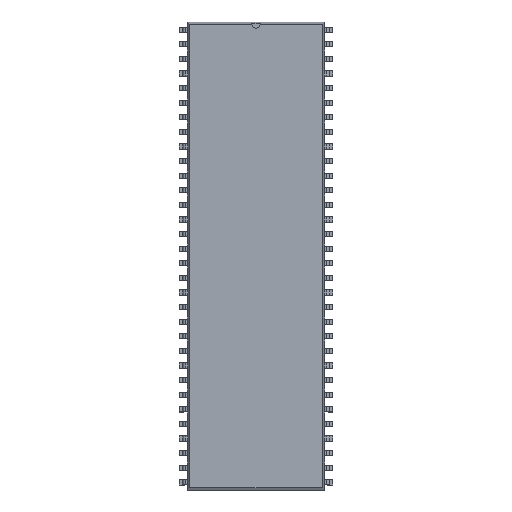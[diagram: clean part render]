
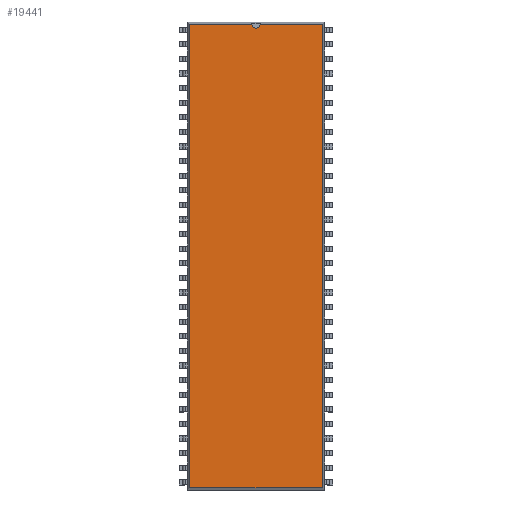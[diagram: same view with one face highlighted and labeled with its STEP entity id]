
A CAD part, top view. The second image highlights one B-rep face of the part: STEP entity #19441.
In plain terms, the highlighted planar face has unit normal (0, 0, 1).
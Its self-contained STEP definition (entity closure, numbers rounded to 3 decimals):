
#27=VECTOR('',#28,1.);
#28=DIRECTION('',(0.,1.,0.));
#34=VECTOR('',#35,1.);
#35=DIRECTION('',(-1.,0.,0.));
#41=VECTOR('',#42,1.);
#42=DIRECTION('',(0.,-1.,0.));
#46=VECTOR('',#47,1.);
#47=DIRECTION('',(1.,0.,0.));
#50=DIRECTION('',(0.,0.,-1.));
#3297=DIRECTION('',(0.,0.,-1.));
#12985=VERTEX_POINT('',#12986);
#12986=CARTESIAN_POINT('',(11.551,40.301,3.68));
#12988=ORIENTED_EDGE('',*,*,#12989,.F.);
#12989=EDGE_CURVE('',#12990,#12985,#12992,.T.);
#12990=VERTEX_POINT('',#12991);
#12991=CARTESIAN_POINT('',(11.551,-40.301,3.68));
#12992=LINE('',#12991,#27);
#16142=VERTEX_POINT('',#16143);
#16143=CARTESIAN_POINT('',(-11.551,40.301,3.68));
#16145=ORIENTED_EDGE('',*,*,#16146,.F.);
#16146=EDGE_CURVE('',#16147,#16142,#16149,.T.);
#16147=VERTEX_POINT('',#16148);
#16148=CARTESIAN_POINT('',(-0.746,40.301,3.68));
#16149=LINE('',#12986,#34);
#16171=VERTEX_POINT('',#16172);
#16172=CARTESIAN_POINT('',(0.746,40.301,3.68));
#16181=ORIENTED_EDGE('',*,*,#16182,.F.);
#16182=EDGE_CURVE('',#12985,#16171,#16149,.T.);
#16286=VERTEX_POINT('',#16287);
#16287=CARTESIAN_POINT('',(-11.551,-40.301,3.68));
#16289=ORIENTED_EDGE('',*,*,#16290,.F.);
#16290=EDGE_CURVE('',#16142,#16286,#16291,.T.);
#16291=LINE('',#16143,#41);
#19436=ORIENTED_EDGE('',*,*,#19437,.F.);
#19437=EDGE_CURVE('',#16286,#12990,#19438,.T.);
#19438=LINE('',#16287,#46);
#19441=ADVANCED_FACE('',(#19442),#19453,.F.);
#19442=FACE_BOUND('',#19443,.F.);
#19443=EDGE_LOOP('',(#12988,#19436,#16289,#16145,#19444,#19451,#16181));
#19444=ORIENTED_EDGE('',*,*,#19445,.F.);
#19445=EDGE_CURVE('',#19446,#16147,#19448,.T.);
#19446=VERTEX_POINT('',#19447);
#19447=CARTESIAN_POINT('',(0.,39.626,3.68));
#19448=CIRCLE('',#19449,0.75);
#19449=AXIS2_PLACEMENT_3D('',#19450,#3297,#42);
#19450=CARTESIAN_POINT('',(0.,40.376,3.68));
#19451=ORIENTED_EDGE('',*,*,#19452,.F.);
#19452=EDGE_CURVE('',#16171,#19446,#19448,.T.);
#19453=PLANE('',#19454);
#19454=AXIS2_PLACEMENT_3D('',#12991,#50,#19455);
#19455=DIRECTION('',(-0.276,0.961,0.));
